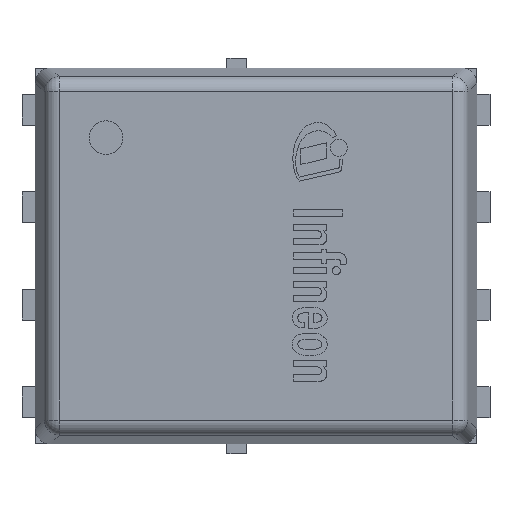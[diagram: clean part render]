
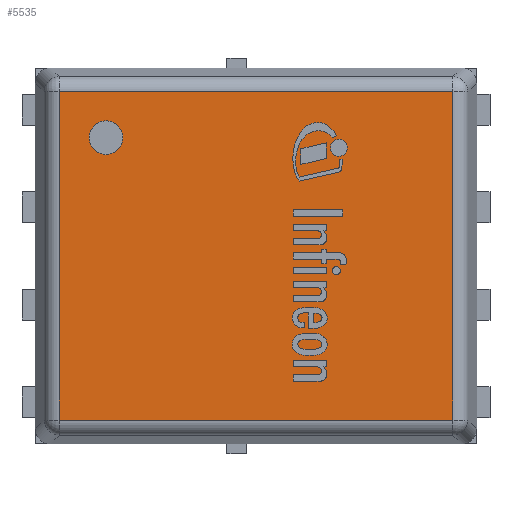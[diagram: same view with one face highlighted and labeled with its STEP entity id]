
A CAD part, top view. The second image highlights one B-rep face of the part: STEP entity #5535.
In plain terms, the highlighted planar face has unit normal (0, 0, 1).
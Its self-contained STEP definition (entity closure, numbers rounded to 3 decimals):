
#47=FACE_BOUND('',#880,.T.);
#281=PLANE('',#5895);
#563=FACE_OUTER_BOUND('',#879,.T.);
#879=EDGE_LOOP('',(#4750,#4751,#4752,#4753));
#880=EDGE_LOOP('',(#4754));
#1452=LINE('',#9005,#2107);
#1453=LINE('',#9007,#2108);
#1454=LINE('',#9009,#2109);
#1455=LINE('',#9010,#2110);
#2107=VECTOR('',#6993,1000.);
#2108=VECTOR('',#6994,1000.);
#2109=VECTOR('',#6995,1000.);
#2110=VECTOR('',#6996,1000.);
#2344=CIRCLE('',#5890,0.22);
#2742=VERTEX_POINT('',#8935);
#2771=VERTEX_POINT('',#9003);
#2772=VERTEX_POINT('',#9004);
#2773=VERTEX_POINT('',#9006);
#2774=VERTEX_POINT('',#9008);
#3423=EDGE_CURVE('',#2742,#2742,#2344,.T.);
#3456=EDGE_CURVE('',#2771,#2772,#1452,.T.);
#3457=EDGE_CURVE('',#2772,#2773,#1453,.T.);
#3458=EDGE_CURVE('',#2773,#2774,#1454,.T.);
#3459=EDGE_CURVE('',#2774,#2771,#1455,.T.);
#4750=ORIENTED_EDGE('',*,*,#3456,.T.);
#4751=ORIENTED_EDGE('',*,*,#3457,.T.);
#4752=ORIENTED_EDGE('',*,*,#3458,.T.);
#4753=ORIENTED_EDGE('',*,*,#3459,.T.);
#4754=ORIENTED_EDGE('',*,*,#3423,.F.);
#5535=ADVANCED_FACE('',(#563,#47),#281,.T.);
#5890=AXIS2_PLACEMENT_3D('',#8937,#6949,#6950);
#5895=AXIS2_PLACEMENT_3D('',#9002,#6991,#6992);
#6949=DIRECTION('center_axis',(0.,0.,1.));
#6950=DIRECTION('ref_axis',(0.,-1.,0.));
#6991=DIRECTION('center_axis',(0.,0.,1.));
#6992=DIRECTION('ref_axis',(0.,-1.,0.));
#6993=DIRECTION('',(1.,0.,0.));
#6994=DIRECTION('',(0.,1.,0.));
#6995=DIRECTION('',(-1.,0.,0.));
#6996=DIRECTION('',(0.,-1.,0.));
#8935=CARTESIAN_POINT('',(-1.955,1.76,1.01));
#8937=CARTESIAN_POINT('Origin',(-1.955,1.54,1.01));
#9002=CARTESIAN_POINT('Origin',(0.,0.,1.01));
#9003=CARTESIAN_POINT('',(-2.564,-2.139,1.01));
#9004=CARTESIAN_POINT('',(2.564,-2.139,1.01));
#9005=CARTESIAN_POINT('',(2.729,-2.139,1.01));
#9006=CARTESIAN_POINT('',(2.564,2.139,1.01));
#9007=CARTESIAN_POINT('',(2.564,2.304,1.01));
#9008=CARTESIAN_POINT('',(-2.564,2.139,1.01));
#9009=CARTESIAN_POINT('',(-2.729,2.139,1.01));
#9010=CARTESIAN_POINT('',(-2.564,-2.304,1.01));
